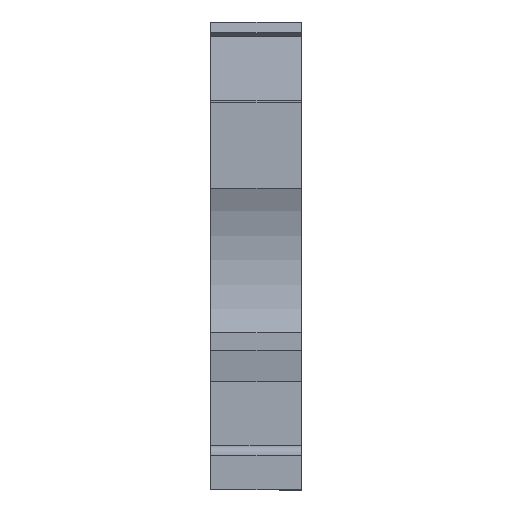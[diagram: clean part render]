
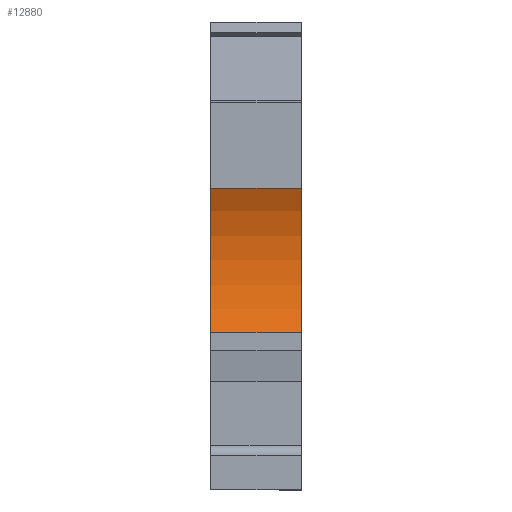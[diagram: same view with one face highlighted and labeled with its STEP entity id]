
A CAD part, front view. The second image highlights one B-rep face of the part: STEP entity #12880.
In plain terms, the highlighted cylindrical face has radius 15 mm (diameter 30 mm), a partial arc.
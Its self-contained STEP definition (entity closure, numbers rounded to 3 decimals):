
#4500=CARTESIAN_POINT('',(-28.218,-30.2,
53.67));
#4510=VERTEX_POINT('',#4500);
#4540=CARTESIAN_POINT('',(-41.736,-23.7,
53.67));
#4550=DIRECTION('',(0.,0.,-1.));
#4560=DIRECTION('',(-1.,0.,0.));
#4570=AXIS2_PLACEMENT_3D('',#4540,#4550,#4560);
#4580=CIRCLE('',#4570,15.);
#4590=CARTESIAN_POINT('',(-28.218,-17.2,
53.67));
#4600=VERTEX_POINT('',#4590);
#4610=EDGE_CURVE('',#4600,#4510,#4580,.T.);
#7680=CARTESIAN_POINT('',(-28.218,-17.2,
45.52));
#7690=VERTEX_POINT('',#7680);
#7720=CARTESIAN_POINT('',(-41.736,-23.7,
45.52));
#7730=DIRECTION('',(0.,0.,-1.));
#7740=DIRECTION('',(-1.,0.,0.));
#7750=AXIS2_PLACEMENT_3D('',#7720,#7730,#7740);
#7760=CIRCLE('',#7750,15.);
#7770=CARTESIAN_POINT('',(-28.218,-30.2,
45.52));
#7780=VERTEX_POINT('',#7770);
#7790=EDGE_CURVE('',#7690,#7780,#7760,.T.);
#12670=CARTESIAN_POINT('',(-41.736,-23.7,
53.67));
#12680=DIRECTION('',(0.,0.,-1.));
#12690=DIRECTION('',(-1.,0.,0.));
#12700=AXIS2_PLACEMENT_3D('',#12670,#12680,#12690);
#12710=CYLINDRICAL_SURFACE('',#12700,15.);
#12720=ORIENTED_EDGE('',*,*,#4610,.F.);
#12730=CARTESIAN_POINT('',(-28.218,-30.2,
53.67));
#12740=DIRECTION('',(0.,0.,-1.));
#12750=VECTOR('',#12740,1.);
#12760=LINE('',#12730,#12750);
#12770=EDGE_CURVE('',#4510,#7780,#12760,.T.);
#12780=ORIENTED_EDGE('',*,*,#12770,.F.);
#12790=ORIENTED_EDGE('',*,*,#7790,.T.);
#12800=CARTESIAN_POINT('',(-28.218,-17.2,
53.67));
#12810=DIRECTION('',(0.,0.,-1.));
#12820=VECTOR('',#12810,1.);
#12830=LINE('',#12800,#12820);
#12840=EDGE_CURVE('',#4600,#7690,#12830,.T.);
#12850=ORIENTED_EDGE('',*,*,#12840,.T.);
#12860=EDGE_LOOP('',(#12850,#12790,#12780,#12720));
#12870=FACE_OUTER_BOUND('',#12860,.T.);
#12880=ADVANCED_FACE('',(#12870),#12710,.F.);
